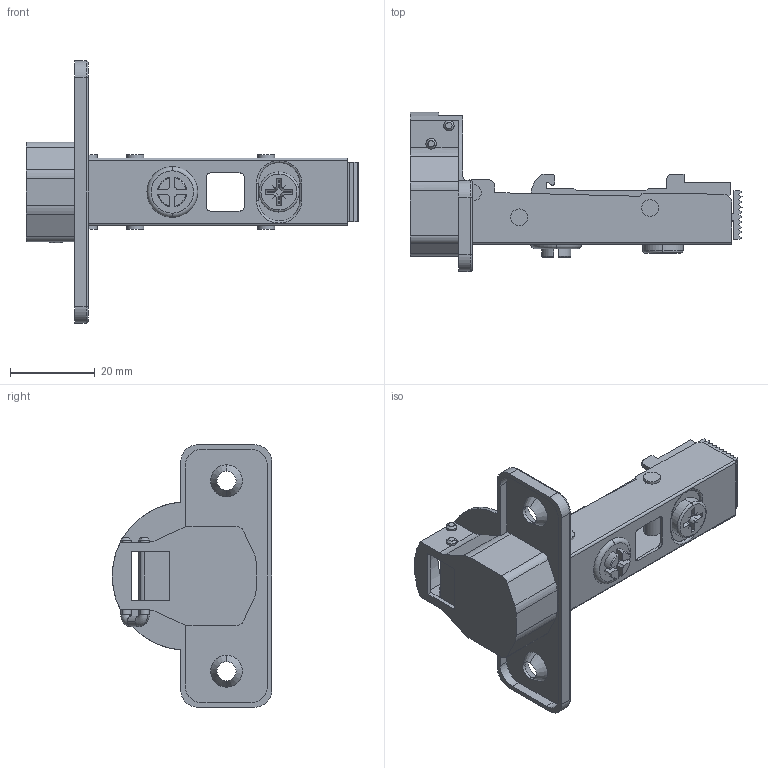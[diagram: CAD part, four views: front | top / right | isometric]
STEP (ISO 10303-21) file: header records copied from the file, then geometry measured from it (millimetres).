
FILE_DESCRIPTION (( 'STEP AP214' ), '1' );
FILE_NAME ('F000014,F000019-CLOSE_3D.step', '2022-06-06T12:48:49', ( '' ), ( '' ), 'SwSTEP 2.0', 'SolidWorks 2020', '' );
FILE_SCHEMA (( 'AUTOMOTIVE_DESIGN' ));
Length unit declared in the file: millimetre
Products named in the file (6): F000014,F000019-CLOSE_3D; Spoj raminka miska; Vidlice; Miska; Raminko nalozeny NC50; 鋀p
Assembly tree (8 placements, depth 2):
  F000014,F000019-CLOSE_3D
    Raminko nalozeny NC50
    Spoj raminka miska
    Miska
    Vidlice
    鋀p  x4
Bounding box: 78.47 x 37.7 x 62 mm (x, y, z)
Volume: 7994.4 mm3; surface area: 16114 mm2
Topology: 11 solids, 11 shells, 426 faces, 1154 edges, 748 vertices
Faces by surface type: plane 223, cylinder 153, torus 21, cone 16, bspline 10, sphere 3
Entity records: 13701 total; most frequent: CARTESIAN_POINT 2735, ORIENTED_EDGE 2264, DIRECTION 2238, EDGE_CURVE 1132, AXIS2_PLACEMENT_3D 761, VERTEX_POINT 736, VECTOR 716, LINE 716
